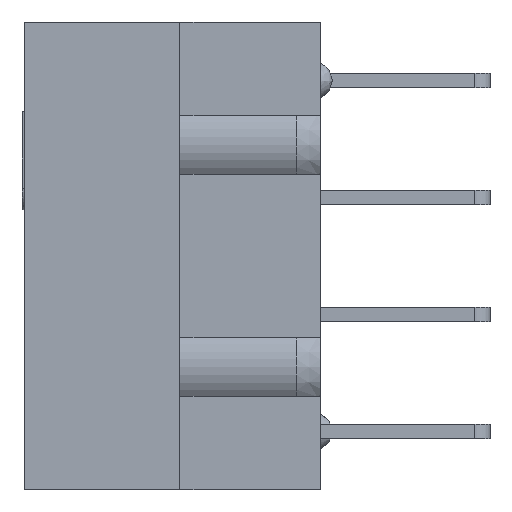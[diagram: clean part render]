
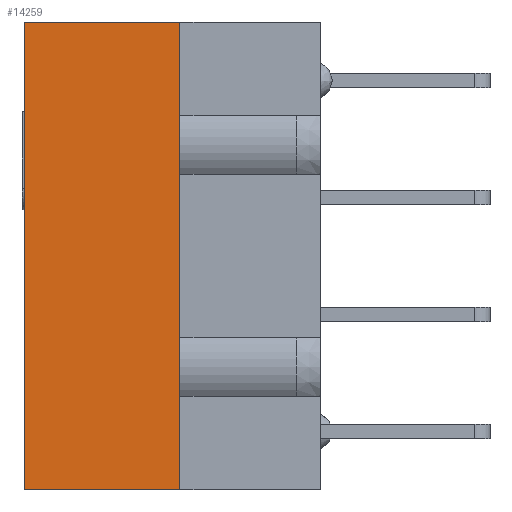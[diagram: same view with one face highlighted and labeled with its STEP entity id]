
A CAD part, left-side view. The second image highlights one B-rep face of the part: STEP entity #14259.
In plain terms, the highlighted planar face has unit normal (-1, 0, 0).
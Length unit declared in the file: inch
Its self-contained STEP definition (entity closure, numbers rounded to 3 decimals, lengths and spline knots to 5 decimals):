
#424=PLANE('',#15142);
#1164=FACE_OUTER_BOUND('',#1835,.T.);
#1835=EDGE_LOOP('',(#10565,#10566,#10567,#10568,#10569,#10570));
#2771=LINE('',#20924,#4316);
#2836=LINE('',#21152,#4381);
#2837=LINE('',#21153,#4382);
#2838=LINE('',#21155,#4383);
#2851=LINE('',#21191,#4396);
#2852=LINE('',#21192,#4397);
#4316=VECTOR('',#16916,0.3937);
#4381=VECTOR('',#17197,0.3937);
#4382=VECTOR('',#17198,0.3937);
#4383=VECTOR('',#17199,0.3937);
#4396=VECTOR('',#17254,0.3937);
#4397=VECTOR('',#17255,0.3937);
#5763=VERTEX_POINT('',#19784);
#6180=VERTEX_POINT('',#20921);
#6181=VERTEX_POINT('',#20923);
#6222=VERTEX_POINT('',#21139);
#6225=VERTEX_POINT('',#21154);
#6227=VERTEX_POINT('',#21190);
#7704=EDGE_CURVE('',#6180,#6181,#2771,.T.);
#7820=EDGE_CURVE('',#6181,#5763,#2836,.T.);
#7821=EDGE_CURVE('',#5763,#6222,#2837,.T.);
#7822=EDGE_CURVE('',#6222,#6225,#2838,.T.);
#7835=EDGE_CURVE('',#6227,#6180,#2851,.T.);
#7836=EDGE_CURVE('',#6227,#6225,#2852,.T.);
#10565=ORIENTED_EDGE('',*,*,#7704,.F.);
#10566=ORIENTED_EDGE('',*,*,#7835,.F.);
#10567=ORIENTED_EDGE('',*,*,#7836,.T.);
#10568=ORIENTED_EDGE('',*,*,#7822,.F.);
#10569=ORIENTED_EDGE('',*,*,#7821,.F.);
#10570=ORIENTED_EDGE('',*,*,#7820,.F.);
#14259=ADVANCED_FACE('',(#1164),#424,.T.);
#15142=AXIS2_PLACEMENT_3D('',#21189,#17252,#17253);
#16916=DIRECTION('',(0.,-1.,0.));
#17197=DIRECTION('',(0.,0.,-1.));
#17198=DIRECTION('',(0.,0.,-1.));
#17199=DIRECTION('',(0.,0.,-1.));
#17252=DIRECTION('center_axis',(-1.,0.,0.));
#17253=DIRECTION('ref_axis',(0.,0.,
1.));
#17254=DIRECTION('',(0.,0.,1.));
#17255=DIRECTION('',(0.,-1.,0.));
#19784=CARTESIAN_POINT('',(-0.62263,0.13433,0.095));
#20921=CARTESIAN_POINT('',(-0.62263,0.26733,0.2));
#20923=CARTESIAN_POINT('',(-0.62263,0.13433,0.2));
#20924=CARTESIAN_POINT('',(-0.62263,0.16733,0.2));
#21139=CARTESIAN_POINT('',(-0.62263,0.13433,-0.095));
#21152=CARTESIAN_POINT('',(-0.62263,0.13433,0.2));
#21153=CARTESIAN_POINT('',(-0.62263,0.13433,0.2));
#21154=CARTESIAN_POINT('',(-0.62263,0.13433,-0.2));
#21155=CARTESIAN_POINT('',(-0.62263,0.13433,0.2));
#21189=CARTESIAN_POINT('Origin',(-0.62263,0.16733,-0.2));
#21190=CARTESIAN_POINT('',(-0.62263,0.26733,-0.2));
#21191=CARTESIAN_POINT('',(-0.62263,0.26733,0.2));
#21192=CARTESIAN_POINT('',(-0.62263,0.16733,-0.2));
